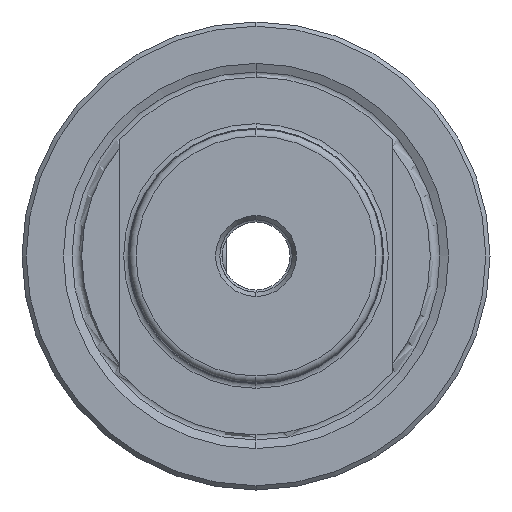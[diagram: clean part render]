
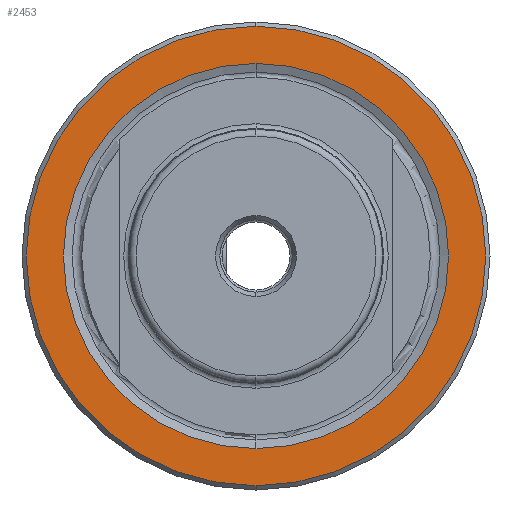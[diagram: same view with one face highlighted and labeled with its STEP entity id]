
A CAD part, left-side view. The second image highlights one B-rep face of the part: STEP entity #2453.
In plain terms, the highlighted planar face has unit normal (-1, 0, 0).
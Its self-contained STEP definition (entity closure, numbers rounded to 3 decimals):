
#148 = CARTESIAN_POINT ( 'NONE',  ( 30., 0., -27. ) ) ;
#257 = EDGE_LOOP ( 'NONE', ( #2940, #1845 ) ) ;
#312 = DIRECTION ( 'NONE',  ( -1., 0., 0. ) ) ;
#339 = DIRECTION ( 'NONE',  ( -1., 0., 0. ) ) ;
#443 = CIRCLE ( 'NONE', #3225, 27. ) ;
#519 = EDGE_CURVE ( 'NONE', #2981, #2892, #443, .T. ) ;
#535 = CARTESIAN_POINT ( 'NONE',  ( 30., 0., -22.632 ) ) ;
#645 = AXIS2_PLACEMENT_3D ( 'NONE', #2277, #3026, #3250 ) ;
#660 = ORIENTED_EDGE ( 'NONE', *, *, #1355, .F. ) ;
#723 = AXIS2_PLACEMENT_3D ( 'NONE', #3182, #3132, #880 ) ;
#880 = DIRECTION ( 'NONE',  ( 0., 0., 1. ) ) ;
#1030 = AXIS2_PLACEMENT_3D ( 'NONE', #2839, #339, #2126 ) ;
#1170 = DIRECTION ( 'NONE',  ( -1., 0., 0. ) ) ;
#1355 = EDGE_CURVE ( 'NONE', #1912, #2015, #2044, .T. ) ;
#1466 = EDGE_LOOP ( 'NONE', ( #660, #1675 ) ) ;
#1588 = DIRECTION ( 'NONE',  ( 0., 0., 1. ) ) ;
#1675 = ORIENTED_EDGE ( 'NONE', *, *, #3241, .F. ) ;
#1845 = ORIENTED_EDGE ( 'NONE', *, *, #3032, .T. ) ;
#1912 = VERTEX_POINT ( 'NONE', #2054 ) ;
#1960 = CARTESIAN_POINT ( 'NONE',  ( 30., 0., 0. ) ) ;
#2015 = VERTEX_POINT ( 'NONE', #535 ) ;
#2044 = CIRCLE ( 'NONE', #2960, 22.632 ) ;
#2045 = FACE_OUTER_BOUND ( 'NONE', #257, .T. ) ;
#2054 = CARTESIAN_POINT ( 'NONE',  ( 30., 0., 22.632 ) ) ;
#2126 = DIRECTION ( 'NONE',  ( 0., 0., 1. ) ) ;
#2277 = CARTESIAN_POINT ( 'NONE',  ( 30., 0., 22.632 ) ) ;
#2343 = CARTESIAN_POINT ( 'NONE',  ( 30., 0., 0. ) ) ;
#2398 = CARTESIAN_POINT ( 'NONE',  ( 30., 0., 27. ) ) ;
#2453 = ADVANCED_FACE ( 'NONE', ( #3042, #2045 ), #2538, .F. ) ;
#2456 = CIRCLE ( 'NONE', #1030, 22.632 ) ;
#2538 = PLANE ( 'NONE',  #645 ) ;
#2737 = CIRCLE ( 'NONE', #723, 27. ) ;
#2839 = CARTESIAN_POINT ( 'NONE',  ( 30., 0., 0. ) ) ;
#2892 = VERTEX_POINT ( 'NONE', #2398 ) ;
#2932 = DIRECTION ( 'NONE',  ( 0., 0., 1. ) ) ;
#2940 = ORIENTED_EDGE ( 'NONE', *, *, #519, .T. ) ;
#2960 = AXIS2_PLACEMENT_3D ( 'NONE', #1960, #1170, #2932 ) ;
#2981 = VERTEX_POINT ( 'NONE', #148 ) ;
#3026 = DIRECTION ( 'NONE',  ( 1., 0., 0. ) ) ;
#3032 = EDGE_CURVE ( 'NONE', #2892, #2981, #2737, .T. ) ;
#3042 = FACE_BOUND ( 'NONE', #1466, .T. ) ;
#3132 = DIRECTION ( 'NONE',  ( -1., 0., 0. ) ) ;
#3182 = CARTESIAN_POINT ( 'NONE',  ( 30., 0., 0. ) ) ;
#3225 = AXIS2_PLACEMENT_3D ( 'NONE', #2343, #312, #1588 ) ;
#3241 = EDGE_CURVE ( 'NONE', #2015, #1912, #2456, .T. ) ;
#3250 = DIRECTION ( 'NONE',  ( 0., 0., -1. ) ) ;
